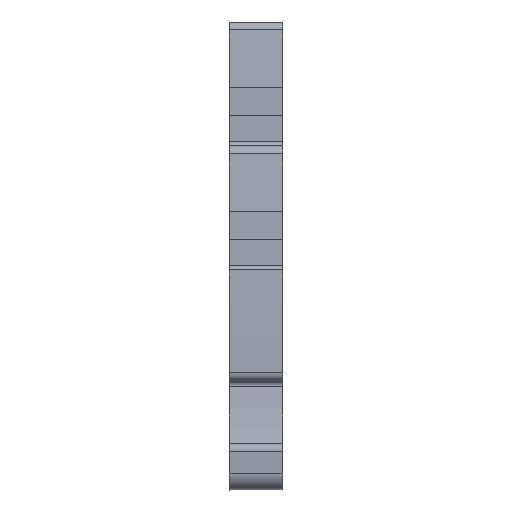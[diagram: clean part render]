
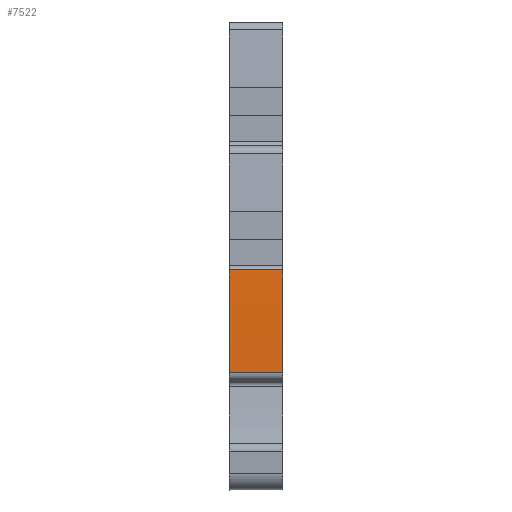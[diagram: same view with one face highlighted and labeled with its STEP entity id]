
A CAD part, front view. The second image highlights one B-rep face of the part: STEP entity #7522.
In plain terms, the highlighted cylindrical face has radius 191.632 mm (diameter 383.264 mm), a partial arc.
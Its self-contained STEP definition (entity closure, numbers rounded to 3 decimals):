
#2218=AXIS2_PLACEMENT_3D('Circle Axis2P3D',#2216,#2217,$) ;
#2225=AXIS2_PLACEMENT_3D('Circle Axis2P3D',#2223,#2224,$) ;
#7501=AXIS2_PLACEMENT_3D('Cylinder Axis2P3D',#7498,#7499,#7500) ;
#7505=AXIS2_PLACEMENT_3D('Circle Axis2P3D',#7503,#7504,$) ;
#2213=CARTESIAN_POINT('Vertex',(6.1,1.669,25.2)) ;
#2216=CARTESIAN_POINT('Axis2P3D Location',(6.1,193.128,17.05)) ;
#2220=CARTESIAN_POINT('Vertex',(6.1,1.53,13.45)) ;
#2223=CARTESIAN_POINT('Axis2P3D Location',(6.1,2.53,13.45)) ;
#2227=CARTESIAN_POINT('Vertex',(6.1,1.53,13.431)) ;
#7479=CARTESIAN_POINT('Line Origine',(3.05,1.669,25.2)) ;
#7483=CARTESIAN_POINT('Vertex',(0.,1.669,25.2)) ;
#7498=CARTESIAN_POINT('Axis2P3D Location',(3.05,193.128,17.05)) ;
#7503=CARTESIAN_POINT('Axis2P3D Location',(0.,193.128,17.05)) ;
#7507=CARTESIAN_POINT('Vertex',(0.,1.53,13.431)) ;
#7510=CARTESIAN_POINT('Line Origine',(3.05,1.53,13.431)) ;
#2217=DIRECTION('Axis2P3D Direction',(1.,0.,0.)) ;
#2224=DIRECTION('Axis2P3D Direction',(1.,0.,0.)) ;
#7480=DIRECTION('Vector Direction',(-1.,0.,0.)) ;
#7499=DIRECTION('Axis2P3D Direction',(1.,0.,0.)) ;
#7500=DIRECTION('Axis2P3D XDirection',(0.,-0.999,0.048)) ;
#7504=DIRECTION('Axis2P3D Direction',(1.,0.,0.)) ;
#7511=DIRECTION('Vector Direction',(1.,0.,0.)) ;
#7481=VECTOR('Line Direction',#7480,1.) ;
#7512=VECTOR('Line Direction',#7511,1.) ;
#7516=ORIENTED_EDGE('',*,*,#7509,.T.) ;
#7517=ORIENTED_EDGE('',*,*,#7514,.T.) ;
#7518=ORIENTED_EDGE('',*,*,#2229,.F.) ;
#7519=ORIENTED_EDGE('',*,*,#2222,.F.) ;
#7520=ORIENTED_EDGE('',*,*,#7485,.T.) ;
#7522=ADVANCED_FACE('MLD',(#7521),#7502,.T.) ;
#2219=CIRCLE('generated circle',#2218,191.632) ;
#2226=CIRCLE('generated circle',#2225,1.) ;
#7506=CIRCLE('generated circle',#7505,191.632) ;
#7502=CYLINDRICAL_SURFACE('generated cylinder',#7501,191.632) ;
#2222=EDGE_CURVE('',#2214,#2221,#2219,.T.) ;
#2229=EDGE_CURVE('',#2221,#2228,#2226,.T.) ;
#7485=EDGE_CURVE('',#2214,#7484,#7482,.T.) ;
#7509=EDGE_CURVE('',#7484,#7508,#7506,.T.) ;
#7514=EDGE_CURVE('',#7508,#2228,#7513,.T.) ;
#7515=EDGE_LOOP('',(#7516,#7517,#7518,#7519,#7520)) ;
#7521=FACE_OUTER_BOUND('',#7515,.T.) ;
#7482=LINE('Line',#7479,#7481) ;
#7513=LINE('Line',#7510,#7512) ;
#2214=VERTEX_POINT('',#2213) ;
#2221=VERTEX_POINT('',#2220) ;
#2228=VERTEX_POINT('',#2227) ;
#7484=VERTEX_POINT('',#7483) ;
#7508=VERTEX_POINT('',#7507) ;
